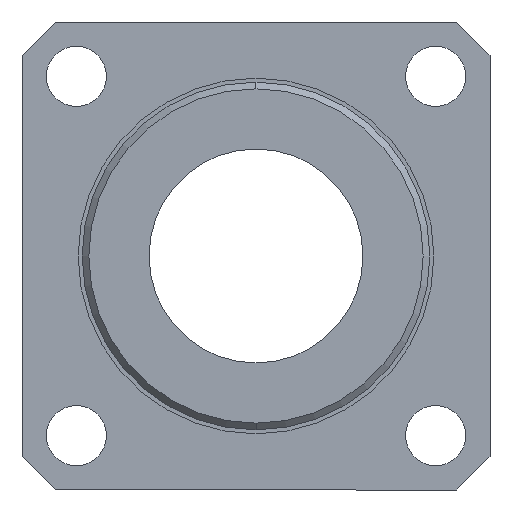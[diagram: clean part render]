
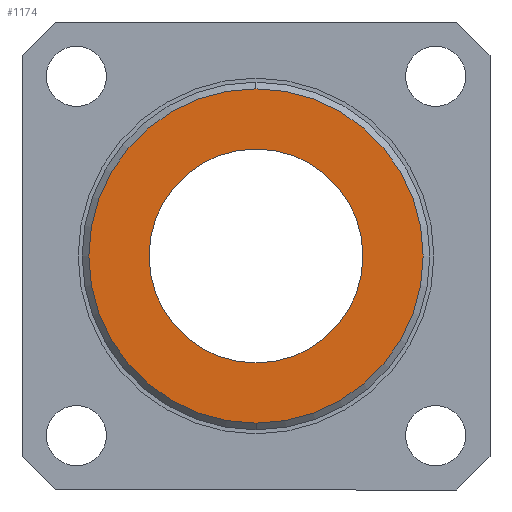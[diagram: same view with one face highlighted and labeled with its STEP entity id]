
A CAD part, left-side view. The second image highlights one B-rep face of the part: STEP entity #1174.
In plain terms, the highlighted planar face has unit normal (-1, 0, 0).
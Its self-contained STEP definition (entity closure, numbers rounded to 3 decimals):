
#10 = EDGE_CURVE ( 'NONE', #127, #128, #1320, .T. ) ;
#44 = CARTESIAN_POINT ( 'NONE',  ( -31., 0., -8. ) ) ;
#45 = CARTESIAN_POINT ( 'NONE',  ( -31., 0., 8. ) ) ;
#91 = CARTESIAN_POINT ( 'NONE',  ( -31., 0., 0. ) ) ;
#92 = DIRECTION ( 'NONE',  ( -1., 0., 0. ) ) ;
#93 = DIRECTION ( 'NONE',  ( 0., 0., -1. ) ) ;
#127 = VERTEX_POINT ( 'NONE', #44 ) ;
#128 = VERTEX_POINT ( 'NONE', #45 ) ;
#191 = DIRECTION ( 'NONE',  ( 0., 0., -1. ) ) ;
#200 = CARTESIAN_POINT ( 'NONE',  ( -31., 0., 0. ) ) ;
#202 = DIRECTION ( 'NONE',  ( -1., 0., 0. ) ) ;
#203 = DIRECTION ( 'NONE',  ( 0., 0., -1. ) ) ;
#221 = CARTESIAN_POINT ( 'NONE',  ( -31., 0., 0. ) ) ;
#222 = DIRECTION ( 'NONE',  ( -1., 0., 0. ) ) ;
#223 = DIRECTION ( 'NONE',  ( 0., 0., -1. ) ) ;
#351 = EDGE_LOOP ( 'NONE', ( #777, #763 ) ) ;
#410 = EDGE_CURVE ( 'NONE', #128, #127, #1347, .T. ) ;
#417 = EDGE_CURVE ( 'NONE', #1580, #1267, #1354, .T. ) ;
#424 = EDGE_CURVE ( 'NONE', #1267, #1580, #1364, .T. ) ;
#502 = AXIS2_PLACEMENT_3D ( 'NONE', #200, #202, #203 ) ;
#509 = AXIS2_PLACEMENT_3D ( 'NONE', #221, #222, #223 ) ;
#516 = AXIS2_PLACEMENT_3D ( 'NONE', #91, #92, #93 ) ;
#581 = AXIS2_PLACEMENT_3D ( 'NONE', #945, #948, #949 ) ;
#728 = ORIENTED_EDGE ( 'NONE', *, *, #417, .T. ) ;
#744 = ORIENTED_EDGE ( 'NONE', *, *, #424, .T. ) ;
#763 = ORIENTED_EDGE ( 'NONE', *, *, #410, .F. ) ;
#777 = ORIENTED_EDGE ( 'NONE', *, *, #10, .F. ) ;
#797 = AXIS2_PLACEMENT_3D ( 'NONE', #1593, #1596, #191 ) ;
#945 = CARTESIAN_POINT ( 'NONE',  ( -31., 0., 0. ) ) ;
#946 = PLANE ( 'NONE',  #581 ) ;
#948 = DIRECTION ( 'NONE',  ( 1., 0., 0. ) ) ;
#949 = DIRECTION ( 'NONE',  ( 0., 0., -1. ) ) ;
#1045 = EDGE_LOOP ( 'NONE', ( #728, #744 ) ) ;
#1125 = CARTESIAN_POINT ( 'NONE',  ( -31., 0., -12.5 ) ) ;
#1174 = ADVANCED_FACE ( 'NONE', ( #1550, #1553 ), #946, .F. ) ;
#1239 = CARTESIAN_POINT ( 'NONE',  ( -31., 0., 12.5 ) ) ;
#1267 = VERTEX_POINT ( 'NONE', #1239 ) ;
#1320 = CIRCLE ( 'NONE', #797, 8. ) ;
#1347 = CIRCLE ( 'NONE', #502, 8. ) ;
#1354 = CIRCLE ( 'NONE', #509, 12.5 ) ;
#1364 = CIRCLE ( 'NONE', #516, 12.5 ) ;
#1550 = FACE_OUTER_BOUND ( 'NONE', #1045, .T. ) ;
#1553 = FACE_BOUND ( 'NONE', #351, .T. ) ;
#1580 = VERTEX_POINT ( 'NONE', #1125 ) ;
#1593 = CARTESIAN_POINT ( 'NONE',  ( -31., 0., 0. ) ) ;
#1596 = DIRECTION ( 'NONE',  ( -1., 0., 0. ) ) ;
